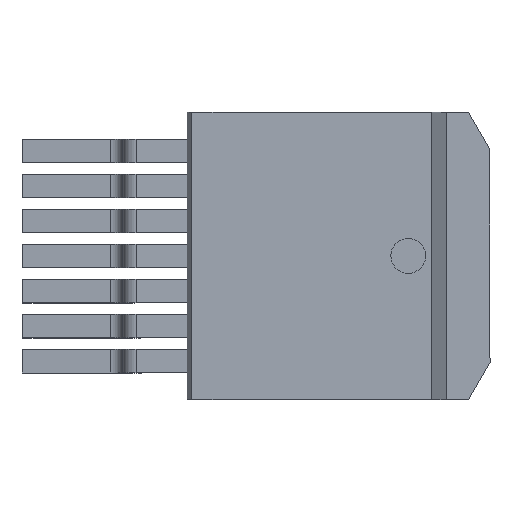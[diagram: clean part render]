
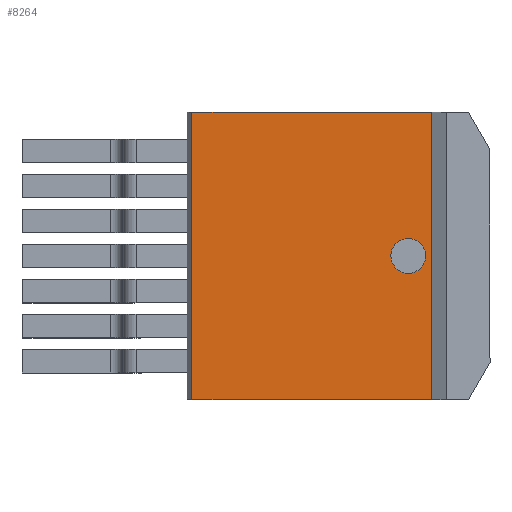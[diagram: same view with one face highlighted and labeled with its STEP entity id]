
A CAD part, top view. The second image highlights one B-rep face of the part: STEP entity #8264.
In plain terms, the highlighted planar face has unit normal (0, 0, 1).
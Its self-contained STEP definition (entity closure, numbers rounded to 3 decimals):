
#54 = EDGE_CURVE ( 'NONE', #1511, #15859, #3360, .T. ) ;
#60 = AXIS2_PLACEMENT_3D ( 'NONE', #16656, #3657, #10228 ) ;
#498 = ORIENTED_EDGE ( 'NONE', *, *, #10292, .T. ) ;
#686 = CARTESIAN_POINT ( 'NONE',  ( 4.7, 5.205, 0. ) ) ;
#1184 = CARTESIAN_POINT ( 'NONE',  ( 3.322, 0., 0. ) ) ;
#1255 = VECTOR ( 'NONE', #6464, 1000. ) ;
#1391 = LINE ( 'NONE', #15578, #1255 ) ;
#1511 = VERTEX_POINT ( 'NONE', #2980 ) ;
#1683 = CARTESIAN_POINT ( 'NONE',  ( -4.524, 5.205, 0. ) ) ;
#1709 = VECTOR ( 'NONE', #8454, 1000. ) ;
#2176 = DIRECTION ( 'NONE',  ( 1., 0., 0. ) ) ;
#2257 = DIRECTION ( 'NONE',  ( 0., 0., 1. ) ) ;
#2322 = VERTEX_POINT ( 'NONE', #3246 ) ;
#2324 = PLANE ( 'NONE',  #60 ) ;
#2539 = ORIENTED_EDGE ( 'NONE', *, *, #9522, .T. ) ;
#2603 = ORIENTED_EDGE ( 'NONE', *, *, #13392, .T. ) ;
#2980 = CARTESIAN_POINT ( 'NONE',  ( 4.171, 5.205, 0. ) ) ;
#3246 = CARTESIAN_POINT ( 'NONE',  ( -4.524, -5.205, 0. ) ) ;
#3360 = LINE ( 'NONE', #686, #1709 ) ;
#3439 = ORIENTED_EDGE ( 'NONE', *, *, #9363, .F. ) ;
#3657 = DIRECTION ( 'NONE',  ( 0., 0., 1. ) ) ;
#3759 = VERTEX_POINT ( 'NONE', #15313 ) ;
#4405 = CIRCLE ( 'NONE', #15454, 0.631 ) ;
#5272 = EDGE_LOOP ( 'NONE', ( #7035, #3439 ) ) ;
#5345 = VERTEX_POINT ( 'NONE', #9691 ) ;
#5390 = CARTESIAN_POINT ( 'NONE',  ( 3.322, 0., 0. ) ) ;
#5807 = VECTOR ( 'NONE', #12525, 1000. ) ;
#6464 = DIRECTION ( 'NONE',  ( 0., -1., 0. ) ) ;
#7035 = ORIENTED_EDGE ( 'NONE', *, *, #16623, .F. ) ;
#7131 = DIRECTION ( 'NONE',  ( 1., 0., 0. ) ) ;
#8074 = CIRCLE ( 'NONE', #16456, 0.631 ) ;
#8264 = ADVANCED_FACE ( 'NONE', ( #9955, #15115 ), #2324, .T. ) ;
#8454 = DIRECTION ( 'NONE',  ( -1., 0., 0. ) ) ;
#8473 = LINE ( 'NONE', #9990, #12000 ) ;
#8879 = CARTESIAN_POINT ( 'NONE',  ( 4.171, 0., 0. ) ) ;
#9363 = EDGE_CURVE ( 'NONE', #3759, #16297, #4405, .T. ) ;
#9522 = EDGE_CURVE ( 'NONE', #15859, #2322, #1391, .T. ) ;
#9691 = CARTESIAN_POINT ( 'NONE',  ( 4.171, -5.205, 0. ) ) ;
#9955 = FACE_BOUND ( 'NONE', #5272, .T. ) ;
#9990 = CARTESIAN_POINT ( 'NONE',  ( 4.7, -5.205, 0. ) ) ;
#10228 = DIRECTION ( 'NONE',  ( -1., 0., 0. ) ) ;
#10292 = EDGE_CURVE ( 'NONE', #5345, #1511, #12450, .T. ) ;
#10392 = ORIENTED_EDGE ( 'NONE', *, *, #54, .T. ) ;
#11870 = DIRECTION ( 'NONE',  ( 0., 0., 1. ) ) ;
#12000 = VECTOR ( 'NONE', #7131, 1000. ) ;
#12364 = CARTESIAN_POINT ( 'NONE',  ( 2.691, 0., 0. ) ) ;
#12450 = LINE ( 'NONE', #8879, #5807 ) ;
#12525 = DIRECTION ( 'NONE',  ( 0., 1., 0. ) ) ;
#12770 = EDGE_LOOP ( 'NONE', ( #10392, #2539, #2603, #498 ) ) ;
#13249 = DIRECTION ( 'NONE',  ( 1., 0., 0. ) ) ;
#13392 = EDGE_CURVE ( 'NONE', #2322, #5345, #8473, .T. ) ;
#15115 = FACE_OUTER_BOUND ( 'NONE', #12770, .T. ) ;
#15313 = CARTESIAN_POINT ( 'NONE',  ( 3.953, 0., 0. ) ) ;
#15454 = AXIS2_PLACEMENT_3D ( 'NONE', #5390, #11870, #13249 ) ;
#15578 = CARTESIAN_POINT ( 'NONE',  ( -4.524, 0., 0. ) ) ;
#15859 = VERTEX_POINT ( 'NONE', #1683 ) ;
#16297 = VERTEX_POINT ( 'NONE', #12364 ) ;
#16456 = AXIS2_PLACEMENT_3D ( 'NONE', #1184, #2257, #2176 ) ;
#16623 = EDGE_CURVE ( 'NONE', #16297, #3759, #8074, .T. ) ;
#16656 = CARTESIAN_POINT ( 'NONE',  ( 0., 0., 0. ) ) ;
